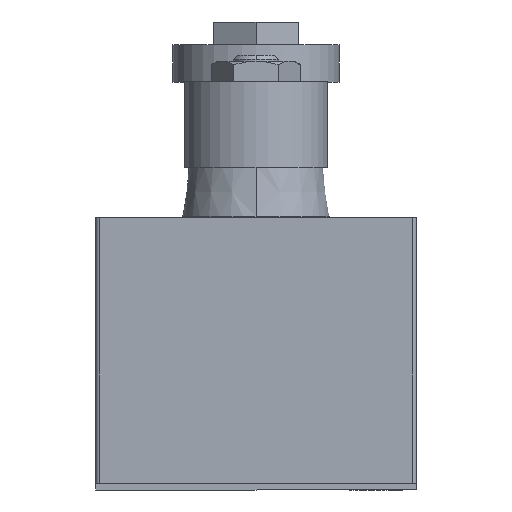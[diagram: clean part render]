
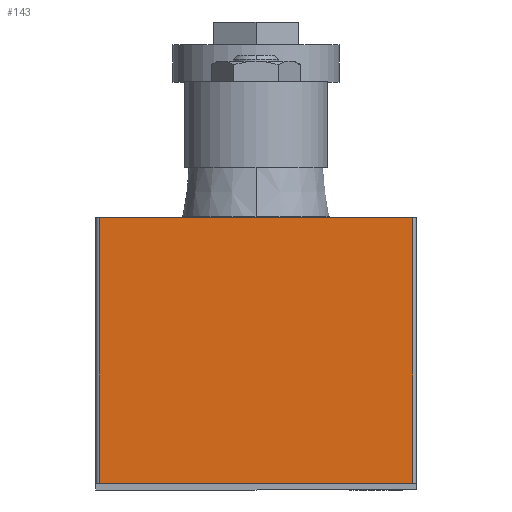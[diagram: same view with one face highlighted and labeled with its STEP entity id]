
A CAD part, front view. The second image highlights one B-rep face of the part: STEP entity #143.
In plain terms, the highlighted planar face has unit normal (0, -1, 0).
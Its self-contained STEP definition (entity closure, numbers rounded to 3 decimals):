
#143=ADVANCED_FACE('',(#456),#457,.T.);
#456=FACE_OUTER_BOUND('',#906,.T.);
#457=PLANE('',#907);
#906=EDGE_LOOP('',(#1904,#1905,#1906,#1907));
#907=AXIS2_PLACEMENT_3D('',#1908,#1909,#1910);
#1904=ORIENTED_EDGE('',*,*,#3184,.T.);
#1905=ORIENTED_EDGE('',*,*,#3090,.F.);
#1906=ORIENTED_EDGE('',*,*,#3185,.F.);
#1907=ORIENTED_EDGE('',*,*,#3182,.T.);
#1908=CARTESIAN_POINT('',(-22.25,0.0,18.491));
#1909=DIRECTION('',(0.0,-1.0,0.0));
#1910=DIRECTION('',(0.,0.0,-1.0));
#3090=EDGE_CURVE('',#3750,#3752,#3753,.T.);
#3182=EDGE_CURVE('',#3911,#3909,#3912,.T.);
#3184=EDGE_CURVE('',#3909,#3752,#3914,.T.);
#3185=EDGE_CURVE('',#3911,#3750,#3915,.T.);
#3750=VERTEX_POINT('',#5008);
#3752=VERTEX_POINT('',#5010);
#3753=LINE('',#5011,#5012);
#3909=VERTEX_POINT('',#5251);
#3911=VERTEX_POINT('',#5253);
#3912=LINE('',#5254,#5255);
#3914=LINE('',#5257,#5258);
#3915=LINE('',#5259,#5260);
#5008=CARTESIAN_POINT('',(-20.747,0.0,36.101));
#5010=CARTESIAN_POINT('',(20.747,0.0,36.101));
#5011=CARTESIAN_POINT('',(-22.25,0.0,36.101));
#5012=VECTOR('',#6284,1.0);
#5251=CARTESIAN_POINT('',(20.747,0.0,0.881));
#5253=CARTESIAN_POINT('',(-20.747,0.0,0.881));
#5254=CARTESIAN_POINT('',(-22.25,0.0,0.881));
#5255=VECTOR('',#6392,1.0);
#5257=CARTESIAN_POINT('',(20.747,0.0,-1.119));
#5258=VECTOR('',#6396,1.0);
#5259=CARTESIAN_POINT('',(-20.747,0.0,-1.119));
#5260=VECTOR('',#6397,1.0);
#6284=DIRECTION('',(1.0,0.0,0.));
#6392=DIRECTION('',(1.0,0.0,0.));
#6396=DIRECTION('',(0.0,0.0,1.0));
#6397=DIRECTION('',(0.0,0.0,1.0));
